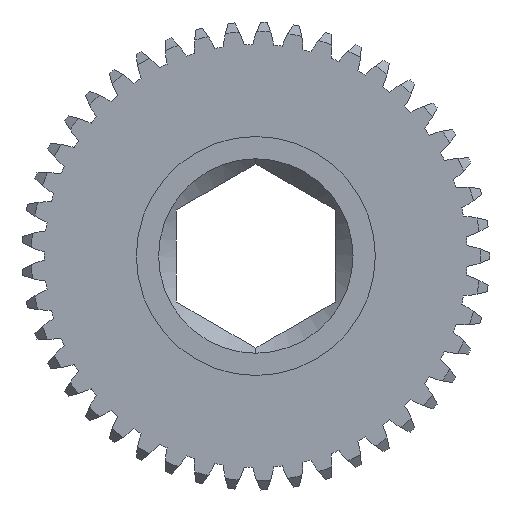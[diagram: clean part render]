
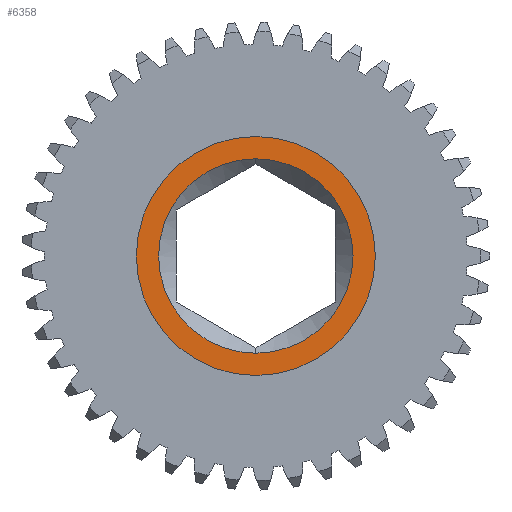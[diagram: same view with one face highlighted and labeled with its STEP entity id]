
A CAD part, left-side view. The second image highlights one B-rep face of the part: STEP entity #6358.
In plain terms, the highlighted planar face has unit normal (-1, 0, 0).
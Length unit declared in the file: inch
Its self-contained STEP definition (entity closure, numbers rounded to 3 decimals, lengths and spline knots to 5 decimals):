
#126 = ORIENTED_EDGE ( 'NONE', *, *, #5337, .T. ) ;
#157 = PLANE ( 'NONE',  #8282 ) ;
#812 = CARTESIAN_POINT ( 'NONE',  ( -0.0625, 0., 0.305 ) ) ;
#1133 = VERTEX_POINT ( 'NONE', #7090 ) ;
#1617 = EDGE_LOOP ( 'NONE', ( #126, #4585 ) ) ;
#1659 = DIRECTION ( 'NONE',  ( -1., 0., 0. ) ) ;
#1668 = CARTESIAN_POINT ( 'NONE',  ( -0.0625, 0., 0. ) ) ;
#2236 = CARTESIAN_POINT ( 'NONE',  ( -0.0625, 0., -0.375 ) ) ;
#2241 = CARTESIAN_POINT ( 'NONE',  ( -0.0625, 0., 0. ) ) ;
#2940 = CIRCLE ( 'NONE', #5960, 0.375 ) ;
#3057 = DIRECTION ( 'NONE',  ( 0., 0., 1. ) ) ;
#3613 = AXIS2_PLACEMENT_3D ( 'NONE', #2241, #4662, #7842 ) ;
#3717 = VERTEX_POINT ( 'NONE', #2236 ) ;
#3855 = CARTESIAN_POINT ( 'NONE',  ( -0.0625, 0., 0. ) ) ;
#4137 = ORIENTED_EDGE ( 'NONE', *, *, #6675, .T. ) ;
#4170 = VERTEX_POINT ( 'NONE', #6213 ) ;
#4380 = DIRECTION ( 'NONE',  ( 0., 0., 1. ) ) ;
#4457 = AXIS2_PLACEMENT_3D ( 'NONE', #3855, #7045, #8664 ) ;
#4585 = ORIENTED_EDGE ( 'NONE', *, *, #9729, .T. ) ;
#4662 = DIRECTION ( 'NONE',  ( 1., 0., 0. ) ) ;
#4788 = AXIS2_PLACEMENT_3D ( 'NONE', #9716, #1659, #4380 ) ;
#4882 = EDGE_LOOP ( 'NONE', ( #10157, #4137 ) ) ;
#4953 = CIRCLE ( 'NONE', #3613, 0.305 ) ;
#4988 = FACE_BOUND ( 'NONE', #4882, .T. ) ;
#5337 = EDGE_CURVE ( 'NONE', #3717, #4170, #2940, .T. ) ;
#5765 = FACE_OUTER_BOUND ( 'NONE', #1617, .T. ) ;
#5960 = AXIS2_PLACEMENT_3D ( 'NONE', #7042, #9543, #3057 ) ;
#6213 = CARTESIAN_POINT ( 'NONE',  ( -0.0625, 0., 0.375 ) ) ;
#6358 = ADVANCED_FACE ( 'NONE', ( #4988, #5765 ), #157, .T. ) ;
#6675 = EDGE_CURVE ( 'NONE', #9910, #1133, #8943, .T. ) ;
#7042 = CARTESIAN_POINT ( 'NONE',  ( -0.0625, 0., 0. ) ) ;
#7045 = DIRECTION ( 'NONE',  ( 1., 0., 0. ) ) ;
#7090 = CARTESIAN_POINT ( 'NONE',  ( -0.0625, 0., -0.305 ) ) ;
#7842 = DIRECTION ( 'NONE',  ( 0., 0., -1. ) ) ;
#8161 = DIRECTION ( 'NONE',  ( 0., 0., 1. ) ) ;
#8209 = DIRECTION ( 'NONE',  ( -1., 0., 0. ) ) ;
#8282 = AXIS2_PLACEMENT_3D ( 'NONE', #1668, #8209, #8161 ) ;
#8664 = DIRECTION ( 'NONE',  ( 0., 0., -1. ) ) ;
#8943 = CIRCLE ( 'NONE', #4457, 0.305 ) ;
#8945 = CIRCLE ( 'NONE', #4788, 0.375 ) ;
#9543 = DIRECTION ( 'NONE',  ( -1., 0., 0. ) ) ;
#9611 = EDGE_CURVE ( 'NONE', #1133, #9910, #4953, .T. ) ;
#9716 = CARTESIAN_POINT ( 'NONE',  ( -0.0625, 0., 0. ) ) ;
#9729 = EDGE_CURVE ( 'NONE', #4170, #3717, #8945, .T. ) ;
#9910 = VERTEX_POINT ( 'NONE', #812 ) ;
#10157 = ORIENTED_EDGE ( 'NONE', *, *, #9611, .T. ) ;
